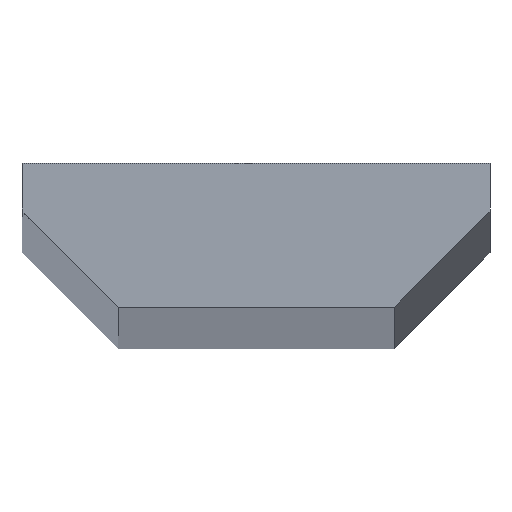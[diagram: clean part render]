
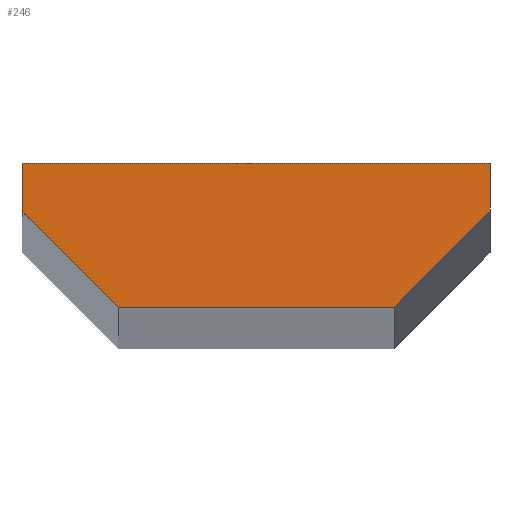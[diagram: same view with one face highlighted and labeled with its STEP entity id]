
A CAD part, top view. The second image highlights one B-rep face of the part: STEP entity #246.
In plain terms, the highlighted face is planar.
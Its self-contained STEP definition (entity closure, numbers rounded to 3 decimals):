
#50=ORIENTED_EDGE('',*,*,#126,.T.);
#51=ORIENTED_EDGE('',*,*,#111,.T.);
#52=ORIENTED_EDGE('',*,*,#115,.T.);
#53=ORIENTED_EDGE('',*,*,#118,.T.);
#54=ORIENTED_EDGE('',*,*,#121,.T.);
#55=ORIENTED_EDGE('',*,*,#124,.T.);
#63=VECTOR('',#147,1.);
#67=VECTOR('',#153,1.);
#70=VECTOR('',#158,1.);
#73=VECTOR('',#163,1.);
#76=VECTOR('',#168,1.);
#78=VECTOR('',#172,1.);
#81=LINE('',#187,#63);
#85=LINE('',#195,#67);
#88=LINE('',#201,#70);
#91=LINE('',#207,#73);
#94=LINE('',#213,#76);
#96=LINE('',#216,#78);
#99=VERTEX_POINT('',#184);
#100=VERTEX_POINT('',#186);
#103=VERTEX_POINT('',#193);
#105=VERTEX_POINT('',#199);
#107=VERTEX_POINT('',#205);
#109=VERTEX_POINT('',#211);
#111=EDGE_CURVE('',#100,#99,#81,.T.);
#115=EDGE_CURVE('',#99,#103,#85,.T.);
#118=EDGE_CURVE('',#103,#105,#88,.T.);
#121=EDGE_CURVE('',#105,#107,#91,.T.);
#124=EDGE_CURVE('',#107,#109,#94,.T.);
#126=EDGE_CURVE('',#109,#100,#96,.T.);
#134=EDGE_LOOP('',(#50,#51,#52,#53,#54,#55));
#142=FACE_BOUND('',#134,.T.);
#147=DIRECTION('',(0.,2.,0.));
#153=DIRECTION('',(0.,0.,-19.5));
#158=DIRECTION('',(0.,-2.,0.));
#163=DIRECTION('',(0.,-4.,4.));
#168=DIRECTION('',(0.,0.,11.5));
#172=DIRECTION('',(0.,4.,4.));
#174=DIRECTION('',(-1.,0.,0.));
#175=DIRECTION('',(0.,1.,0.));
#184=CARTESIAN_POINT('',(0.,-6.,9.75));
#186=CARTESIAN_POINT('',(0.,-8.,9.75));
#187=CARTESIAN_POINT('',(0.,-8.,9.75));
#193=CARTESIAN_POINT('',(0.,-6.,-9.75));
#195=CARTESIAN_POINT('',(0.,-6.,9.75));
#199=CARTESIAN_POINT('',(0.,-8.,-9.75));
#201=CARTESIAN_POINT('',(0.,-6.,-9.75));
#205=CARTESIAN_POINT('',(0.,-12.,-5.75));
#207=CARTESIAN_POINT('',(0.,-8.,-9.75));
#211=CARTESIAN_POINT('',(0.,-12.,5.75));
#213=CARTESIAN_POINT('',(0.,-12.,-5.75));
#216=CARTESIAN_POINT('',(0.,-12.,5.75));
#218=CARTESIAN_POINT('',(0.,-12.,5.75));
#228=AXIS2_PLACEMENT_3D('',#218,#174,#175);
#238=PLANE('',#228);
#246=ADVANCED_FACE('',(#142),#238,.T.);
